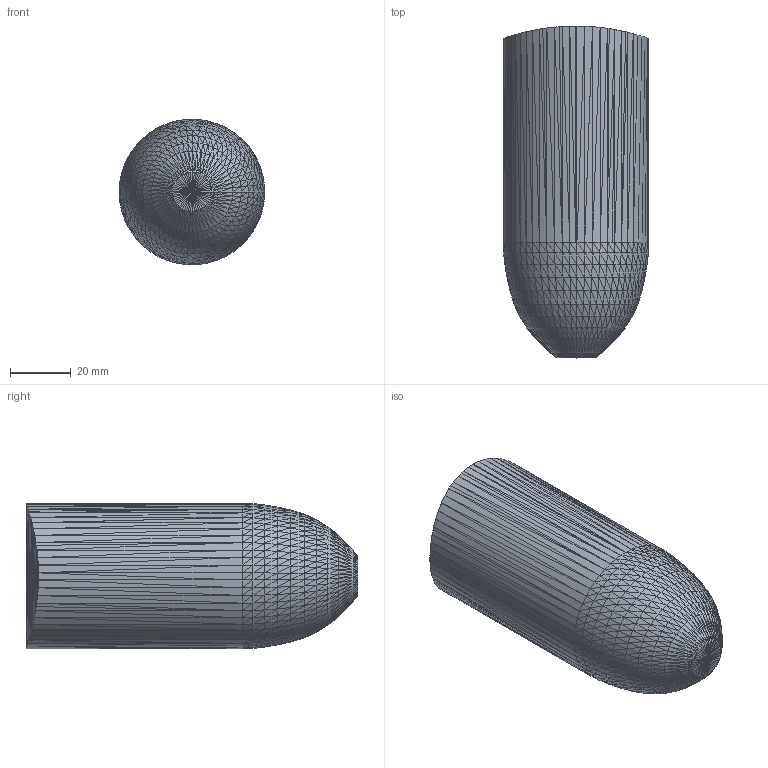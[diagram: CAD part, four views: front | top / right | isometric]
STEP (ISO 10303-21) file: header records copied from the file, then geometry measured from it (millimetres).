
FILE_DESCRIPTION(('FreeCAD Model'),'2;1');
FILE_NAME('Picot seul.step','2018-06-08T11:59:23',('Author'),(''), 'Open CASCADE STEP processor 7.2','FreeCAD','Unknown');
FILE_SCHEMA(('AUTOMOTIVE_DESIGN { 1 0 10303 214 1 1 1 1 }'));
Products named in the file (1): stud001_(Solid)
Bounding box: 47.98 x 109.39 x 47.99 mm (x, y, z)
Volume: 172880.6 mm3; surface area: 17400.2 mm2
Topology: 1 solids, 1 shells, 1522 faces, 2286 edges, 766 vertices
Faces by surface type: plane 1522
Entity records: 57171 total; most frequent: CARTESIAN_POINT 11433, DIRECTION 7618, ORIENTED_EDGE 4572, LINE 4572, VECTOR 4572, PCURVE 4572, DEFINITIONAL_REPRESENTATION 4572, EDGE_CURVE 2286
